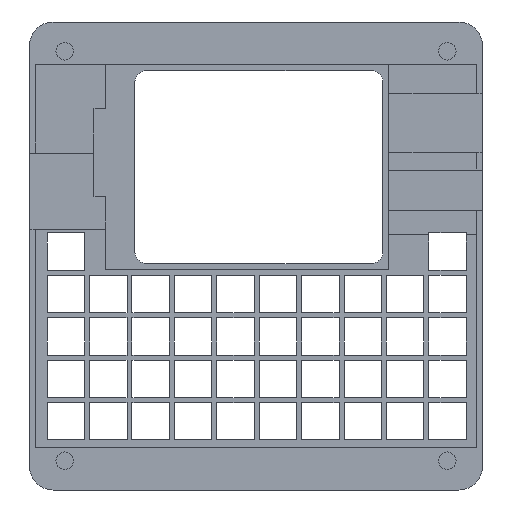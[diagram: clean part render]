
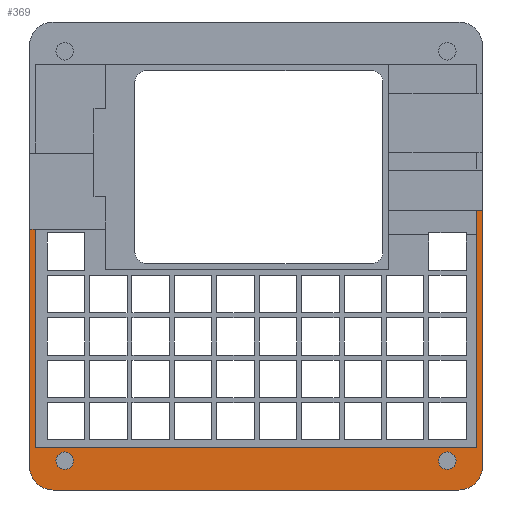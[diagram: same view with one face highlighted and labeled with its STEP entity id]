
A CAD part, front view. The second image highlights one B-rep face of the part: STEP entity #369.
In plain terms, the highlighted planar face has unit normal (0, -1, 0).
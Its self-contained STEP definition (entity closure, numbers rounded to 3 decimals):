
#39 = DIRECTION ( 'NONE',  ( 0., -1., 0. ) ) ;
#103 = CARTESIAN_POINT ( 'NONE',  ( 38.7, 0., -36. ) ) ;
#114 = CARTESIAN_POINT ( 'NONE',  ( 32.7, 0., -35. ) ) ;
#264 = CARTESIAN_POINT ( 'NONE',  ( -38.7, 0., 40. ) ) ;
#323 = CIRCLE ( 'NONE', #1112, 4. ) ;
#332 = VECTOR ( 'NONE', #4277, 1000. ) ;
#369 = ADVANCED_FACE ( 'NONE', ( #7660, #5136, #5707 ), #2064, .T. ) ;
#521 = CARTESIAN_POINT ( 'NONE',  ( 34.7, 0., -36. ) ) ;
#594 = EDGE_LOOP ( 'NONE', ( #6714, #3341 ) ) ;
#656 = DIRECTION ( 'NONE',  ( 0., 0., -1. ) ) ;
#735 = CARTESIAN_POINT ( 'NONE',  ( -34.7, 0., -36. ) ) ;
#748 = DIRECTION ( 'NONE',  ( 0., 0., -1. ) ) ;
#984 = VERTEX_POINT ( 'NONE', #2671 ) ;
#1034 = EDGE_CURVE ( 'NONE', #4051, #6350, #323, .T. ) ;
#1048 = DIRECTION ( 'NONE',  ( 0., 0., 1. ) ) ;
#1089 = DIRECTION ( 'NONE',  ( 0., 0., -1. ) ) ;
#1112 = AXIS2_PLACEMENT_3D ( 'NONE', #521, #6731, #4791 ) ;
#1126 = VECTOR ( 'NONE', #748, 1000. ) ;
#1208 = ORIENTED_EDGE ( 'NONE', *, *, #2379, .F. ) ;
#1253 = VERTEX_POINT ( 'NONE', #1842 ) ;
#1333 = CARTESIAN_POINT ( 'NONE',  ( -37.7, 0., -32.7 ) ) ;
#1469 = CIRCLE ( 'NONE', #3852, 1.5 ) ;
#1641 = CARTESIAN_POINT ( 'NONE',  ( -12.358, 0., 4.6 ) ) ;
#1648 = VERTEX_POINT ( 'NONE', #3948 ) ;
#1842 = CARTESIAN_POINT ( 'NONE',  ( -37.7, 0., -32.7 ) ) ;
#1892 = EDGE_CURVE ( 'NONE', #1648, #7642, #7588, .T. ) ;
#1896 = CARTESIAN_POINT ( 'NONE',  ( -38.7, 0., -40. ) ) ;
#1943 = ORIENTED_EDGE ( 'NONE', *, *, #2236, .F. ) ;
#2012 = DIRECTION ( 'NONE',  ( 0., -1., 0. ) ) ;
#2023 = EDGE_CURVE ( 'NONE', #1253, #1648, #7710, .T. ) ;
#2064 = PLANE ( 'NONE',  #3798 ) ;
#2152 = VERTEX_POINT ( 'NONE', #5963 ) ;
#2221 = DIRECTION ( 'NONE',  ( 0., 0., -1. ) ) ;
#2236 = EDGE_CURVE ( 'NONE', #2959, #6350, #5426, .T. ) ;
#2280 = DIRECTION ( 'NONE',  ( 0., 0., -1. ) ) ;
#2329 = AXIS2_PLACEMENT_3D ( 'NONE', #6976, #6810, #5603 ) ;
#2379 = EDGE_CURVE ( 'NONE', #984, #1253, #5756, .T. ) ;
#2401 = CARTESIAN_POINT ( 'NONE',  ( -32.7, 0., -36.5 ) ) ;
#2608 = DIRECTION ( 'NONE',  ( 0., 0., -1. ) ) ;
#2640 = DIRECTION ( 'NONE',  ( 0., 0., -1. ) ) ;
#2671 = CARTESIAN_POINT ( 'NONE',  ( -37.7, 0., 4.6 ) ) ;
#2710 = ORIENTED_EDGE ( 'NONE', *, *, #7673, .F. ) ;
#2727 = CARTESIAN_POINT ( 'NONE',  ( 32.7, 0., -36.5 ) ) ;
#2783 = EDGE_CURVE ( 'NONE', #4051, #7514, #4504, .T. ) ;
#2890 = CARTESIAN_POINT ( 'NONE',  ( 32.7, 0., -33.5 ) ) ;
#2940 = EDGE_CURVE ( 'NONE', #5620, #4895, #7617, .T. ) ;
#2959 = VERTEX_POINT ( 'NONE', #4711 ) ;
#3149 = EDGE_CURVE ( 'NONE', #6564, #3475, #3252, .T. ) ;
#3228 = CARTESIAN_POINT ( 'NONE',  ( -32.7, 0., -35. ) ) ;
#3252 = CIRCLE ( 'NONE', #2329, 1.5 ) ;
#3271 = CARTESIAN_POINT ( 'NONE',  ( -37.7, 0., -32.7 ) ) ;
#3336 = VECTOR ( 'NONE', #5909, 1000. ) ;
#3341 = ORIENTED_EDGE ( 'NONE', *, *, #3149, .F. ) ;
#3455 = DIRECTION ( 'NONE',  ( -1., 0., 0. ) ) ;
#3475 = VERTEX_POINT ( 'NONE', #2401 ) ;
#3660 = ORIENTED_EDGE ( 'NONE', *, *, #2940, .F. ) ;
#3798 = AXIS2_PLACEMENT_3D ( 'NONE', #7000, #39, #2640 ) ;
#3852 = AXIS2_PLACEMENT_3D ( 'NONE', #3228, #5755, #2608 ) ;
#3904 = VECTOR ( 'NONE', #2280, 1000. ) ;
#3948 = CARTESIAN_POINT ( 'NONE',  ( 37.7, 0., -32.7 ) ) ;
#3951 = CARTESIAN_POINT ( 'NONE',  ( -34.7, 0., -40. ) ) ;
#3964 = EDGE_LOOP ( 'NONE', ( #2710, #4659, #7404, #7708, #1943, #5080, #4305, #6565, #1208, #4582 ) ) ;
#4046 = EDGE_CURVE ( 'NONE', #4895, #5620, #5606, .T. ) ;
#4051 = VERTEX_POINT ( 'NONE', #5088 ) ;
#4277 = DIRECTION ( 'NONE',  ( 0., 0., 1. ) ) ;
#4305 = ORIENTED_EDGE ( 'NONE', *, *, #1892, .F. ) ;
#4504 = LINE ( 'NONE', #1896, #7478 ) ;
#4529 = VERTEX_POINT ( 'NONE', #7103 ) ;
#4546 = DIRECTION ( 'NONE',  ( 0., -1., 0. ) ) ;
#4582 = ORIENTED_EDGE ( 'NONE', *, *, #6095, .T. ) ;
#4659 = ORIENTED_EDGE ( 'NONE', *, *, #6021, .T. ) ;
#4666 = CARTESIAN_POINT ( 'NONE',  ( 11.6, 0., 7.7 ) ) ;
#4679 = AXIS2_PLACEMENT_3D ( 'NONE', #114, #4546, #656 ) ;
#4710 = AXIS2_PLACEMENT_3D ( 'NONE', #7187, #6570, #1089 ) ;
#4711 = CARTESIAN_POINT ( 'NONE',  ( 38.7, 0., 7.7 ) ) ;
#4791 = DIRECTION ( 'NONE',  ( 0., 0., -1. ) ) ;
#4825 = LINE ( 'NONE', #264, #5856 ) ;
#4895 = VERTEX_POINT ( 'NONE', #2727 ) ;
#4985 = CARTESIAN_POINT ( 'NONE',  ( 37.7, 0., -32.7 ) ) ;
#5080 = ORIENTED_EDGE ( 'NONE', *, *, #7212, .F. ) ;
#5088 = CARTESIAN_POINT ( 'NONE',  ( 34.7, 0., -40. ) ) ;
#5136 = FACE_BOUND ( 'NONE', #5515, .T. ) ;
#5426 = LINE ( 'NONE', #7955, #3904 ) ;
#5443 = AXIS2_PLACEMENT_3D ( 'NONE', #735, #2012, #2221 ) ;
#5515 = EDGE_LOOP ( 'NONE', ( #5555, #3660 ) ) ;
#5555 = ORIENTED_EDGE ( 'NONE', *, *, #4046, .F. ) ;
#5576 = EDGE_CURVE ( 'NONE', #3475, #6564, #1469, .T. ) ;
#5603 = DIRECTION ( 'NONE',  ( 0., 0., -1. ) ) ;
#5606 = CIRCLE ( 'NONE', #4679, 1.5 ) ;
#5620 = VERTEX_POINT ( 'NONE', #2890 ) ;
#5707 = FACE_OUTER_BOUND ( 'NONE', #3964, .T. ) ;
#5755 = DIRECTION ( 'NONE',  ( 0., -1., 0. ) ) ;
#5756 = LINE ( 'NONE', #3271, #1126 ) ;
#5856 = VECTOR ( 'NONE', #1048, 1000. ) ;
#5909 = DIRECTION ( 'NONE',  ( 1., 0., 0. ) ) ;
#5963 = CARTESIAN_POINT ( 'NONE',  ( -38.7, 0., 4.6 ) ) ;
#6021 = EDGE_CURVE ( 'NONE', #4529, #7514, #6771, .T. ) ;
#6095 = EDGE_CURVE ( 'NONE', #984, #2152, #7311, .T. ) ;
#6350 = VERTEX_POINT ( 'NONE', #103 ) ;
#6467 = DIRECTION ( 'NONE',  ( 1., 0., 0. ) ) ;
#6564 = VERTEX_POINT ( 'NONE', #7420 ) ;
#6565 = ORIENTED_EDGE ( 'NONE', *, *, #2023, .F. ) ;
#6570 = DIRECTION ( 'NONE',  ( 0., -1., 0. ) ) ;
#6714 = ORIENTED_EDGE ( 'NONE', *, *, #5576, .F. ) ;
#6731 = DIRECTION ( 'NONE',  ( 0., -1., 0. ) ) ;
#6771 = CIRCLE ( 'NONE', #5443, 4. ) ;
#6810 = DIRECTION ( 'NONE',  ( 0., -1., 0. ) ) ;
#6816 = VECTOR ( 'NONE', #6467, 1000. ) ;
#6976 = CARTESIAN_POINT ( 'NONE',  ( -32.7, 0., -35. ) ) ;
#7000 = CARTESIAN_POINT ( 'NONE',  ( 0., 0., 0. ) ) ;
#7032 = VECTOR ( 'NONE', #3455, 1000. ) ;
#7103 = CARTESIAN_POINT ( 'NONE',  ( -38.7, 0., -36. ) ) ;
#7187 = CARTESIAN_POINT ( 'NONE',  ( 32.7, 0., -35. ) ) ;
#7212 = EDGE_CURVE ( 'NONE', #7642, #2959, #8161, .T. ) ;
#7304 = CARTESIAN_POINT ( 'NONE',  ( 37.7, 0., 7.7 ) ) ;
#7311 = LINE ( 'NONE', #1641, #7032 ) ;
#7404 = ORIENTED_EDGE ( 'NONE', *, *, #2783, .F. ) ;
#7420 = CARTESIAN_POINT ( 'NONE',  ( -32.7, 0., -33.5 ) ) ;
#7478 = VECTOR ( 'NONE', #7612, 1000. ) ;
#7514 = VERTEX_POINT ( 'NONE', #3951 ) ;
#7588 = LINE ( 'NONE', #4985, #332 ) ;
#7612 = DIRECTION ( 'NONE',  ( -1., 0., 0. ) ) ;
#7617 = CIRCLE ( 'NONE', #4710, 1.5 ) ;
#7642 = VERTEX_POINT ( 'NONE', #7304 ) ;
#7660 = FACE_BOUND ( 'NONE', #594, .T. ) ;
#7673 = EDGE_CURVE ( 'NONE', #4529, #2152, #4825, .T. ) ;
#7708 = ORIENTED_EDGE ( 'NONE', *, *, #1034, .T. ) ;
#7710 = LINE ( 'NONE', #1333, #6816 ) ;
#7955 = CARTESIAN_POINT ( 'NONE',  ( 38.7, 0., 40. ) ) ;
#8161 = LINE ( 'NONE', #4666, #3336 ) ;
